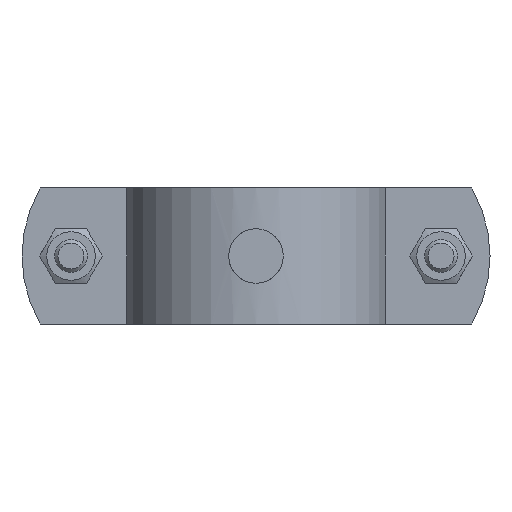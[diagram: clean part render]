
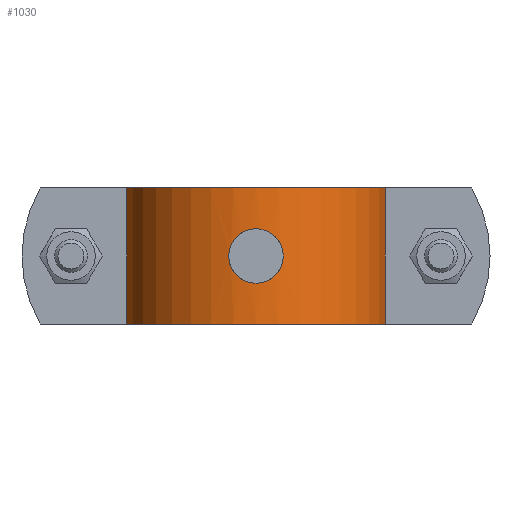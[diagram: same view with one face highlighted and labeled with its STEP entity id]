
A CAD part, front view. The second image highlights one B-rep face of the part: STEP entity #1030.
In plain terms, the highlighted cylindrical face has radius 24.2 mm (diameter 48.4 mm), a partial arc.
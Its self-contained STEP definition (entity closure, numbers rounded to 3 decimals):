
#588=CARTESIAN_POINT('',(5.0,23.678,0.));
#589=VERTEX_POINT('',#588);
#590=CARTESIAN_POINT('',(5.0,23.678,0.));
#591=CARTESIAN_POINT('',(5.0,23.678,0.551));
#592=CARTESIAN_POINT('',(4.905,23.699,1.134));
#593=CARTESIAN_POINT('',(4.708,23.738,1.683));
#594=CARTESIAN_POINT('',(4.555,23.768,2.111));
#595=CARTESIAN_POINT('',(4.342,23.809,2.52));
#596=CARTESIAN_POINT('',(4.083,23.853,2.885));
#597=CARTESIAN_POINT('',(3.933,23.879,3.098));
#598=CARTESIAN_POINT('',(3.769,23.905,3.295));
#599=CARTESIAN_POINT('',(3.595,23.932,3.475));
#600=CARTESIAN_POINT('',(3.423,23.957,3.653));
#601=CARTESIAN_POINT('',(3.236,23.984,3.82));
#602=CARTESIAN_POINT('',(3.033,24.009,3.975));
#603=CARTESIAN_POINT('',(2.592,24.065,4.312));
#604=CARTESIAN_POINT('',(2.078,24.117,4.583));
#605=CARTESIAN_POINT('',(1.537,24.151,4.758));
#606=CARTESIAN_POINT('',(1.205,24.172,4.865));
#607=CARTESIAN_POINT('',(0.862,24.187,4.937));
#608=CARTESIAN_POINT('',(0.524,24.194,4.973));
#609=CARTESIAN_POINT('',(0.185,24.202,5.008));
#610=CARTESIAN_POINT('',(-0.143,24.202,5.009));
#611=CARTESIAN_POINT('',(-0.481,24.195,4.977));
#612=CARTESIAN_POINT('',(-1.054,24.184,4.921));
#613=CARTESIAN_POINT('',(-1.639,24.15,4.761));
#614=CARTESIAN_POINT('',(-2.172,24.102,4.504));
#615=CARTESIAN_POINT('',(-2.511,24.072,4.34));
#616=CARTESIAN_POINT('',(-2.83,24.036,4.138));
#617=CARTESIAN_POINT('',(-3.117,23.998,3.91));
#618=CARTESIAN_POINT('',(-3.293,23.976,3.77));
#619=CARTESIAN_POINT('',(-3.455,23.953,3.621));
#620=CARTESIAN_POINT('',(-3.607,23.93,3.463));
#621=CARTESIAN_POINT('',(-3.999,23.871,3.055));
#622=CARTESIAN_POINT('',(-4.34,23.809,2.553));
#623=CARTESIAN_POINT('',(-4.58,23.763,2.006));
#624=CARTESIAN_POINT('',(-4.758,23.728,1.599));
#625=CARTESIAN_POINT('',(-4.881,23.703,1.168));
#626=CARTESIAN_POINT('',(-4.945,23.689,0.737));
#627=CARTESIAN_POINT('',(-4.981,23.682,0.499));
#628=CARTESIAN_POINT('',(-4.999,23.678,0.262));
#629=CARTESIAN_POINT('',(-5.,23.678,0.03));
#630=CARTESIAN_POINT('',(-5.001,23.678,-0.198));
#631=CARTESIAN_POINT('',(-4.987,23.681,-0.429));
#632=CARTESIAN_POINT('',(-4.956,23.687,-0.663));
#633=CARTESIAN_POINT('',(-4.879,23.703,-1.238));
#634=CARTESIAN_POINT('',(-4.696,23.742,-1.817));
#635=CARTESIAN_POINT('',(-4.419,23.793,-2.339));
#636=CARTESIAN_POINT('',(-4.249,23.825,-2.66));
#637=CARTESIAN_POINT('',(-4.045,23.861,-2.96));
#638=CARTESIAN_POINT('',(-3.819,23.897,-3.228));
#639=CARTESIAN_POINT('',(-3.627,23.927,-3.455));
#640=CARTESIAN_POINT('',(-3.423,23.958,-3.657));
#641=CARTESIAN_POINT('',(-3.193,23.988,-3.847));
#642=CARTESIAN_POINT('',(-2.752,24.047,-4.214));
#643=CARTESIAN_POINT('',(-2.227,24.104,-4.516));
#644=CARTESIAN_POINT('',(-1.667,24.142,-4.714));
#645=CARTESIAN_POINT('',(-1.174,24.177,-4.888));
#646=CARTESIAN_POINT('',(-0.655,24.196,-4.982));
#647=CARTESIAN_POINT('',(-0.156,24.199,-4.998));
#648=CARTESIAN_POINT('',(0.069,24.201,-5.005));
#649=CARTESIAN_POINT('',(0.292,24.199,-4.997));
#650=CARTESIAN_POINT('',(0.52,24.194,-4.973));
#651=CARTESIAN_POINT('',(1.09,24.182,-4.913));
#652=CARTESIAN_POINT('',(1.67,24.148,-4.749));
#653=CARTESIAN_POINT('',(2.198,24.1,-4.491));
#654=CARTESIAN_POINT('',(2.584,24.065,-4.302));
#655=CARTESIAN_POINT('',(2.944,24.022,-4.063));
#656=CARTESIAN_POINT('',(3.258,23.98,-3.793));
#657=CARTESIAN_POINT('',(3.474,23.95,-3.608));
#658=CARTESIAN_POINT('',(3.667,23.921,-3.411));
#659=CARTESIAN_POINT('',(3.849,23.892,-3.191));
#660=CARTESIAN_POINT('',(4.214,23.833,-2.751));
#661=CARTESIAN_POINT('',(4.516,23.776,-2.227));
#662=CARTESIAN_POINT('',(4.713,23.737,-1.668));
#663=CARTESIAN_POINT('',(4.906,23.698,-1.124));
#664=CARTESIAN_POINT('',(5.0,23.678,-0.546));
#665=CARTESIAN_POINT('',(5.0,23.678,0.0));
#666=B_SPLINE_CURVE_WITH_KNOTS('',3,(#590,#591,#592,#593,#594,#595,#596,#597,#598,#599,#600,#601,#602,#603,#604,#605,#606,#607,#608,#609,#610,#611,#612,#613,#614,#615,#616,#617,#618,#619,#620,#621,#622,#623,#624,#625,#626,#627,#628,#629,#630,#631,#632,#633,#634,#635,#636,#637,#638,#639,#640,#641,#642,#643,#644,#645,#646,#647,#648,#649,#650,#651,#652,#653,#654,#655,#656,#657,#658,#659,#660,#661,#662,#663,#664,#665),.UNSPECIFIED.,.T.,.U.,(4,3,3,3,3,3,3,3,3,3,3,3,3,3,3,3,3,3,3,3,3,3,3,3,3,4),(0.0,0.165,0.294,0.369,0.444,0.605,0.704,0.803,0.971,1.078,1.144,1.313,1.439,1.508,1.577,1.745,1.848,1.935,2.103,2.252,2.318,2.485,2.607,2.691,2.859,3.023),.UNSPECIFIED.);
#667=EDGE_CURVE('',#589,#589,#666,.T.);
#848=CARTESIAN_POINT('',(23.778,4.5,12.5));
#849=VERTEX_POINT('',#848);
#856=CARTESIAN_POINT('',(-23.778,4.5,12.5));
#857=VERTEX_POINT('',#856);
#858=CARTESIAN_POINT('',(0.0,0.0,12.5));
#859=DIRECTION('',(0.0,0.0,-1.0));
#860=DIRECTION('',(-0.983,-0.186,0.0));
#861=AXIS2_PLACEMENT_3D('',#858,#859,#860);
#862=CIRCLE('',#861,24.2);
#863=EDGE_CURVE('',#857,#849,#862,.T.);
#903=CARTESIAN_POINT('',(23.778,4.5,-12.5));
#904=VERTEX_POINT('',#903);
#911=CARTESIAN_POINT('',(23.778,4.5,12.5));
#912=DIRECTION('',(0.0,0.0,-1.0));
#913=VECTOR('',#912,25.0);
#914=LINE('',#911,#913);
#915=EDGE_CURVE('',#849,#904,#914,.T.);
#992=CARTESIAN_POINT('',(-23.778,4.5,-12.5));
#993=VERTEX_POINT('',#992);
#1000=CARTESIAN_POINT('',(0.0,0.0,-12.5));
#1001=DIRECTION('',(0.0,0.0,1.0));
#1002=DIRECTION('',(-0.983,-0.186,0.0));
#1003=AXIS2_PLACEMENT_3D('',#1000,#1001,#1002);
#1004=CIRCLE('',#1003,24.2);
#1005=EDGE_CURVE('',#904,#993,#1004,.T.);
#1011=CARTESIAN_POINT('',(0.0,0.0,0.0));
#1012=DIRECTION('',(0.0,0.0,1.0));
#1013=DIRECTION('',(-0.983,-0.186,0.0));
#1014=AXIS2_PLACEMENT_3D('',#1011,#1012,#1013);
#1015=CYLINDRICAL_SURFACE('',#1014,24.2);
#1016=ORIENTED_EDGE('',*,*,#863,.T.);
#1017=ORIENTED_EDGE('',*,*,#915,.T.);
#1018=ORIENTED_EDGE('',*,*,#1005,.T.);
#1019=CARTESIAN_POINT('',(-23.778,4.5,12.5));
#1020=DIRECTION('',(0.0,0.0,-1.0));
#1021=VECTOR('',#1020,25.0);
#1022=LINE('',#1019,#1021);
#1023=EDGE_CURVE('',#857,#993,#1022,.T.);
#1024=ORIENTED_EDGE('',*,*,#1023,.F.);
#1025=EDGE_LOOP('',(#1016,#1017,#1018,#1024));
#1026=FACE_OUTER_BOUND('',#1025,.T.);
#1027=ORIENTED_EDGE('',*,*,#667,.T.);
#1028=EDGE_LOOP('',(#1027));
#1029=FACE_BOUND('',#1028,.T.);
#1030=ADVANCED_FACE('',(#1026,#1029),#1015,.T.);
